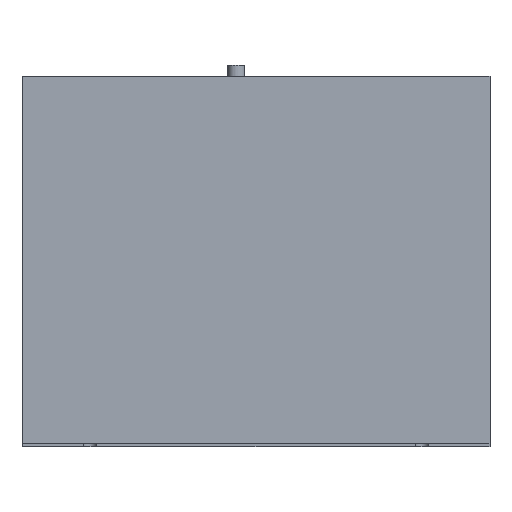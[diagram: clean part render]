
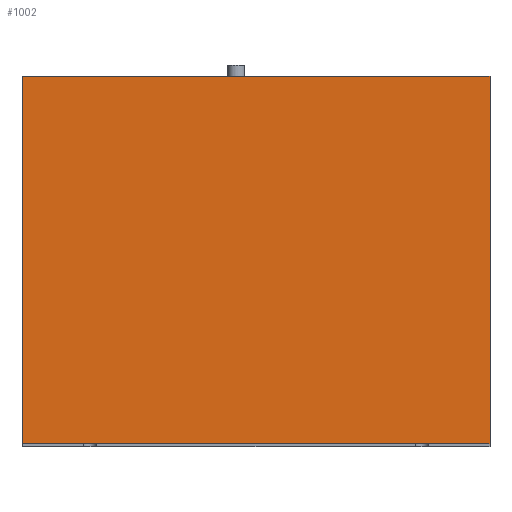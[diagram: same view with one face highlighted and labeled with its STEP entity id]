
A CAD part, front view. The second image highlights one B-rep face of the part: STEP entity #1002.
In plain terms, the highlighted planar face has unit normal (0, -1, 0).
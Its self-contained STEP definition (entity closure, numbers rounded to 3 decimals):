
#7 = VECTOR ( 'NONE', #526, 1000. ) ;
#76 = EDGE_CURVE ( 'NONE', #1844, #1670, #1403, .T. ) ;
#133 = DIRECTION ( 'NONE',  ( -1., 0., 0. ) ) ;
#195 = CARTESIAN_POINT ( 'NONE',  ( -206.5, -299.5, 327. ) ) ;
#340 = CARTESIAN_POINT ( 'NONE',  ( -206.5, -299.5, -414.088 ) ) ;
#418 = VECTOR ( 'NONE', #1313, 1000. ) ;
#526 = DIRECTION ( 'NONE',  ( 0., 0., 1. ) ) ;
#563 = VERTEX_POINT ( 'NONE', #1620 ) ;
#662 = DIRECTION ( 'NONE',  ( 0., 0., 1. ) ) ;
#719 = CARTESIAN_POINT ( 'NONE',  ( -206.5, -299.5, 327. ) ) ;
#951 = VERTEX_POINT ( 'NONE', #981 ) ;
#972 = ORIENTED_EDGE ( 'NONE', *, *, #2062, .F. ) ;
#981 = CARTESIAN_POINT ( 'NONE',  ( 206.5, -299.5, 3. ) ) ;
#989 = VECTOR ( 'NONE', #662, 1000. ) ;
#1002 = ADVANCED_FACE ( 'NONE', ( #2244 ), #1410, .F. ) ;
#1012 = AXIS2_PLACEMENT_3D ( 'NONE', #1584, #1786, #1577 ) ;
#1047 = EDGE_CURVE ( 'NONE', #951, #1844, #1483, .T. ) ;
#1102 = EDGE_CURVE ( 'NONE', #951, #563, #1544, .T. ) ;
#1313 = DIRECTION ( 'NONE',  ( -1., 0., 0. ) ) ;
#1371 = ORIENTED_EDGE ( 'NONE', *, *, #76, .T. ) ;
#1403 = LINE ( 'NONE', #195, #418 ) ;
#1410 = PLANE ( 'NONE',  #1012 ) ;
#1464 = EDGE_LOOP ( 'NONE', ( #2295, #1371, #972, #1522 ) ) ;
#1483 = LINE ( 'NONE', #1769, #989 ) ;
#1522 = ORIENTED_EDGE ( 'NONE', *, *, #1102, .F. ) ;
#1544 = LINE ( 'NONE', #2187, #1982 ) ;
#1577 = DIRECTION ( 'NONE',  ( 0., 0., 1. ) ) ;
#1584 = CARTESIAN_POINT ( 'NONE',  ( -206.5, -299.5, -414.088 ) ) ;
#1620 = CARTESIAN_POINT ( 'NONE',  ( -206.5, -299.5, 3. ) ) ;
#1670 = VERTEX_POINT ( 'NONE', #719 ) ;
#1769 = CARTESIAN_POINT ( 'NONE',  ( 206.5, -299.5, -414.088 ) ) ;
#1786 = DIRECTION ( 'NONE',  ( 0., 1., 0. ) ) ;
#1844 = VERTEX_POINT ( 'NONE', #1921 ) ;
#1921 = CARTESIAN_POINT ( 'NONE',  ( 206.5, -299.5, 327. ) ) ;
#1982 = VECTOR ( 'NONE', #133, 1000. ) ;
#2055 = LINE ( 'NONE', #340, #7 ) ;
#2062 = EDGE_CURVE ( 'NONE', #563, #1670, #2055, .T. ) ;
#2187 = CARTESIAN_POINT ( 'NONE',  ( -206.5, -299.5, 3. ) ) ;
#2244 = FACE_OUTER_BOUND ( 'NONE', #1464, .T. ) ;
#2295 = ORIENTED_EDGE ( 'NONE', *, *, #1047, .T. ) ;
